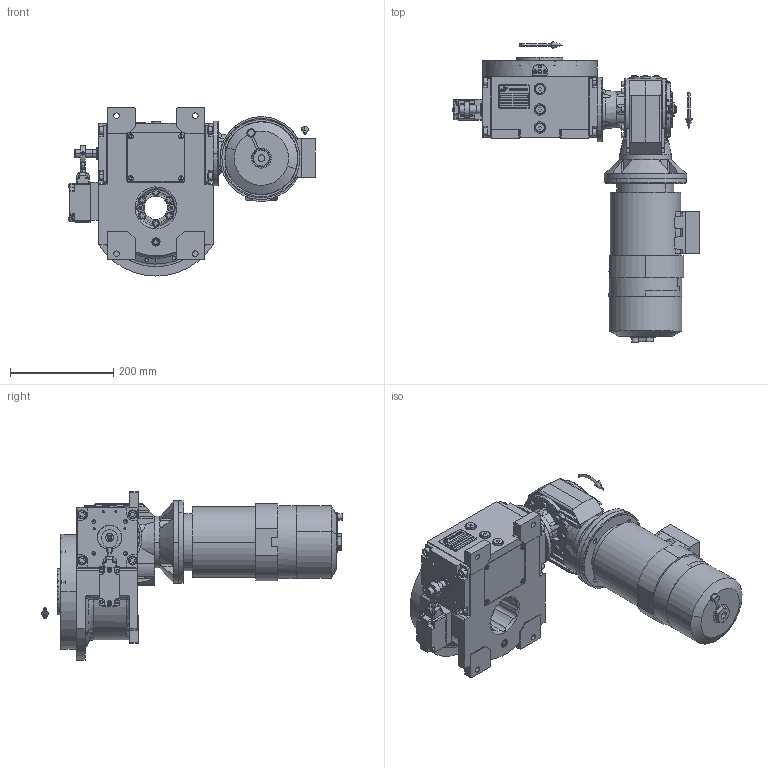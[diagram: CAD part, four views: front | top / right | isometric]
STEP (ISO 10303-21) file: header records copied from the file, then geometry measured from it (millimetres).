
FILE_DESCRIPTION (( 'STEP AP203' ), '1' );
FILE_NAME ('PC5201547.step', '2025-10-06T14:06:46', ( '' ), ( '' ), 'SwSTEP 2.0', 'SolidWorks 2020', '' );
FILE_SCHEMA (( 'CONFIG_CONTROL_DESIGN' ));
Length unit declared in the file: millimetre
Products named in the file (91): CFN2000_01_185.stp; cfn2000_01_103; 900_38_10_49_4; rig06_016; cfn2115_02_165; cfn2158_01_010; cfn2070_05_005; freccia_angolare; RIG06_005_ASM.stp; cfn2107_01_001; rig06_003_8; cfn2000_01_124; CFN2223_01-570X6-B.stp; cfn2155_01_056; AS_900_38_30_003; cfn2003_01_054; cfn2151_01_109; cfn2276_01_074; CFN2356_03_047.stp; AS_900_38_10_49_4; cfn2000_01_126; RIG06_021_AF0.stp; AS_cfn2400_01_001; AS_rig06_002_bl_001; rig06_004_s_001; CFN2104_02_017.stp; rig06_007_master; cfn2476_01_002_60x46; cfn2128_19_002; cfn2400_01_001; cfn2151_01_290; AS_rig06_016; cfn2155_01_303; rig06_004; CBF50_F1_LCB_DX_71B5; AS_rig06_017; CFN2203_02_001.stp; AS_900_38_11_34_4; cfn2115_01_005; AS_rig06_004 ...
Assembly tree (87 placements, depth 5):
  cfn2115_02_165
  cfn2158_01_010
  CFN2223_01-570X6-B.stp
  cfn2151_01_109
  cfn2276_01_074
Bounding box: 477.4 x 581.67 x 325 mm (x, y, z)
Volume: 9338378.8 mm3; surface area: 1275449.8 mm2
Topology: 74 solids, 81 shells, 3578 faces, 8951 edges, 5711 vertices
Faces by surface type: plane 1651, cylinder 1155, cone 617, torus 143, bspline 6, sphere 6
Entity records: 121071 total; most frequent: CARTESIAN_POINT 29788, DIRECTION 17266, ORIENTED_EDGE 16754, EDGE_CURVE 8377, AXIS2_PLACEMENT_3D 6240, VERTEX_POINT 5422, VECTOR 4786, LINE 4786
